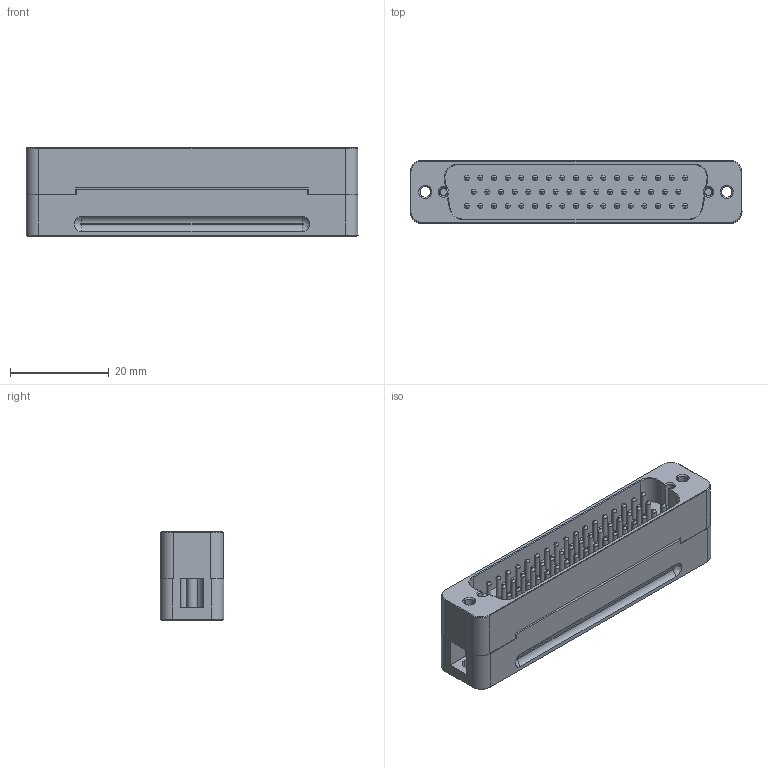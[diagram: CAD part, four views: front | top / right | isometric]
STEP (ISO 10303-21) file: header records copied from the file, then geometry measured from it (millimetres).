
FILE_DESCRIPTION (( 'STEP AP203' ), '1' );
FILE_NAME ('100430.stp', '2014-11-20T00:15:04', ( '' ), ( '' ), 'SwSTEP 2.0', 'SolidWorks 2012', '' );
FILE_SCHEMA (( 'CONFIG_CONTROL_DESIGN' ));
Length unit declared in the file: centimetre
Products named in the file (1): 100430
Bounding box: 67.31 x 12.95 x 18.03 mm (x, y, z)
Volume: 11598.2 mm3; surface area: 6842.5 mm2
Topology: 1 solids, 1 shells, 687 faces, 1476 edges, 896 vertices
Faces by surface type: cylinder 246, plane 173, bspline 138, cone 130
Entity records: 23269 total; most frequent: CARTESIAN_POINT 8724, DIRECTION 3106, ORIENTED_EDGE 2952, EDGE_CURVE 1476, AXIS2_PLACEMENT_3D 1286, VERTEX_POINT 896, EDGE_LOOP 800, CIRCLE 736
